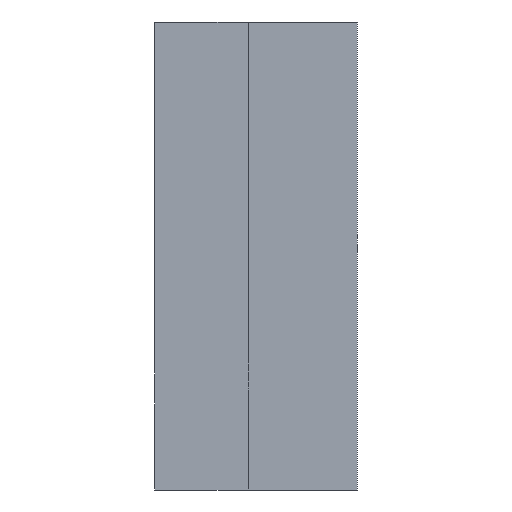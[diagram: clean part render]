
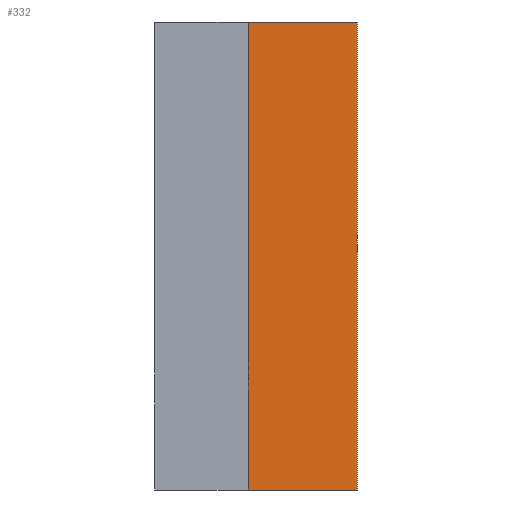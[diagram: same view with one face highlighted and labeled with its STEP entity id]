
A CAD part, front view. The second image highlights one B-rep face of the part: STEP entity #332.
In plain terms, the highlighted face is planar.
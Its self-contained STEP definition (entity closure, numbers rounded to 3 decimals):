
#7 = AXIS2_PLACEMENT_3D ( 'NONE', #559, #564, #251 ) ;
#38 = CARTESIAN_POINT ( 'NONE',  ( 205., 6., -15. ) ) ;
#51 = DIRECTION ( 'NONE',  ( 0., 0., 1. ) ) ;
#99 = ORIENTED_EDGE ( 'NONE', *, *, #876, .T. ) ;
#129 = FACE_OUTER_BOUND ( 'NONE', #591, .T. ) ;
#151 = LINE ( 'NONE', #952, #660 ) ;
#193 = CARTESIAN_POINT ( 'NONE',  ( 205., 13., 15. ) ) ;
#251 = DIRECTION ( 'NONE',  ( 0., 0., -1. ) ) ;
#260 = CARTESIAN_POINT ( 'NONE',  ( 205., 13., -15. ) ) ;
#328 = CARTESIAN_POINT ( 'NONE',  ( 205., 13., 15. ) ) ;
#331 = VERTEX_POINT ( 'NONE', #328 ) ;
#332 = ADVANCED_FACE ( 'NONE', ( #129 ), #937, .T. ) ;
#347 = DIRECTION ( 'NONE',  ( 0., 1., 0. ) ) ;
#372 = VECTOR ( 'NONE', #574, 1000. ) ;
#385 = ORIENTED_EDGE ( 'NONE', *, *, #938, .T. ) ;
#402 = VECTOR ( 'NONE', #723, 1000. ) ;
#424 = ORIENTED_EDGE ( 'NONE', *, *, #443, .F. ) ;
#428 = CARTESIAN_POINT ( 'NONE',  ( 205., 13., -15. ) ) ;
#443 = EDGE_CURVE ( 'NONE', #652, #331, #457, .T. ) ;
#449 = VERTEX_POINT ( 'NONE', #260 ) ;
#457 = LINE ( 'NONE', #193, #843 ) ;
#463 = EDGE_CURVE ( 'NONE', #925, #652, #151, .T. ) ;
#559 = CARTESIAN_POINT ( 'NONE',  ( 205., 13., -15. ) ) ;
#564 = DIRECTION ( 'NONE',  ( 1., 0., 0. ) ) ;
#570 = CARTESIAN_POINT ( 'NONE',  ( 205., 13., -15. ) ) ;
#574 = DIRECTION ( 'NONE',  ( 0., 0., 1. ) ) ;
#591 = EDGE_LOOP ( 'NONE', ( #424, #814, #385, #99 ) ) ;
#652 = VERTEX_POINT ( 'NONE', #930 ) ;
#660 = VECTOR ( 'NONE', #51, 1000. ) ;
#723 = DIRECTION ( 'NONE',  ( 0., 1., 0. ) ) ;
#814 = ORIENTED_EDGE ( 'NONE', *, *, #463, .F. ) ;
#843 = VECTOR ( 'NONE', #347, 1000. ) ;
#876 = EDGE_CURVE ( 'NONE', #449, #331, #944, .T. ) ;
#925 = VERTEX_POINT ( 'NONE', #38 ) ;
#930 = CARTESIAN_POINT ( 'NONE',  ( 205., 6., 15. ) ) ;
#937 = PLANE ( 'NONE',  #7 ) ;
#938 = EDGE_CURVE ( 'NONE', #925, #449, #960, .T. ) ;
#944 = LINE ( 'NONE', #428, #372 ) ;
#952 = CARTESIAN_POINT ( 'NONE',  ( 205., 6., -15. ) ) ;
#960 = LINE ( 'NONE', #570, #402 ) ;
